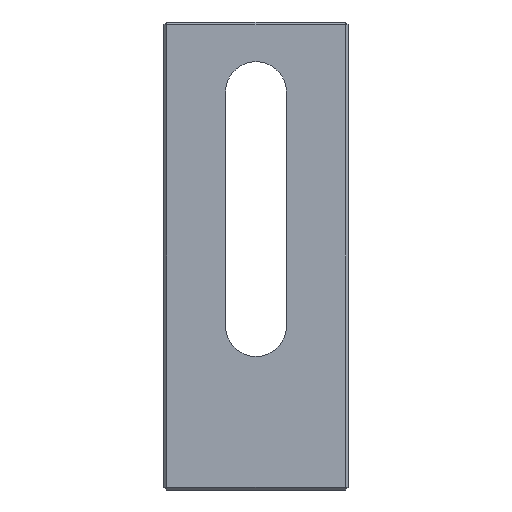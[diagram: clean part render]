
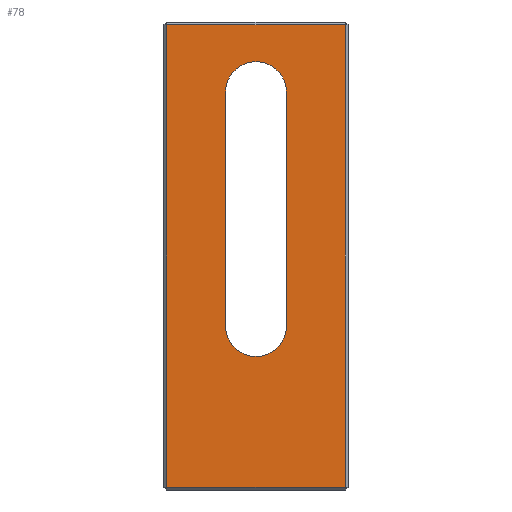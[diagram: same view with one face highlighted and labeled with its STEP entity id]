
A CAD part, front view. The second image highlights one B-rep face of the part: STEP entity #78.
In plain terms, the highlighted planar face has unit normal (0, -1, 0).
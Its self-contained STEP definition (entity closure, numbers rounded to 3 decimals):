
#24 = AXIS2_PLACEMENT_3D ( 'NONE', #717, #1319, #1305 ) ;
#44 = CARTESIAN_POINT ( 'NONE',  ( 0., 0., 43.19 ) ) ;
#68 = VERTEX_POINT ( 'NONE', #336 ) ;
#78 = ADVANCED_FACE ( 'NONE', ( #1429, #1444 ), #344, .F. ) ;
#119 = LINE ( 'NONE', #1233, #1458 ) ;
#129 = VECTOR ( 'NONE', #354, 1000. ) ;
#136 = CARTESIAN_POINT ( 'NONE',  ( 10., 0., 50.5 ) ) ;
#145 = EDGE_CURVE ( 'NONE', #486, #321, #1562, .T. ) ;
#160 = CARTESIAN_POINT ( 'NONE',  ( -3.3, 0., 17.79 ) ) ;
#205 = EDGE_CURVE ( 'NONE', #321, #1089, #915, .T. ) ;
#206 = ORIENTED_EDGE ( 'NONE', *, *, #491, .T. ) ;
#213 = DIRECTION ( 'NONE',  ( 1., 0., 0. ) ) ;
#243 = EDGE_CURVE ( 'NONE', #396, #486, #382, .T. ) ;
#257 = CARTESIAN_POINT ( 'NONE',  ( 3.3, 0., 17.79 ) ) ;
#263 = DIRECTION ( 'NONE',  ( 0., 0., 1. ) ) ;
#285 = EDGE_LOOP ( 'NONE', ( #625, #1025, #924, #534 ) ) ;
#292 = ORIENTED_EDGE ( 'NONE', *, *, #1289, .T. ) ;
#321 = VERTEX_POINT ( 'NONE', #257 ) ;
#326 = CIRCLE ( 'NONE', #1378, 3.3 ) ;
#336 = CARTESIAN_POINT ( 'NONE',  ( -9.7, 0., 0.3 ) ) ;
#337 = CARTESIAN_POINT ( 'NONE',  ( -3.3, 0., 17.79 ) ) ;
#344 = PLANE ( 'NONE',  #24 ) ;
#354 = DIRECTION ( 'NONE',  ( 0., 0., 1. ) ) ;
#367 = CARTESIAN_POINT ( 'NONE',  ( -3.3, 0., 43.19 ) ) ;
#382 = CIRCLE ( 'NONE', #1579, 3.3 ) ;
#396 = VERTEX_POINT ( 'NONE', #1413 ) ;
#425 = CARTESIAN_POINT ( 'NONE',  ( 0., 0., 43.19 ) ) ;
#434 = VECTOR ( 'NONE', #213, 1000. ) ;
#467 = DIRECTION ( 'NONE',  ( 0., 0., -1. ) ) ;
#468 = DIRECTION ( 'NONE',  ( 0., 0., -1. ) ) ;
#472 = ORIENTED_EDGE ( 'NONE', *, *, #205, .T. ) ;
#486 = VERTEX_POINT ( 'NONE', #807 ) ;
#491 = EDGE_CURVE ( 'NONE', #899, #396, #326, .T. ) ;
#534 = ORIENTED_EDGE ( 'NONE', *, *, #799, .T. ) ;
#599 = CARTESIAN_POINT ( 'NONE',  ( 9.7, 0., 50.5 ) ) ;
#625 = ORIENTED_EDGE ( 'NONE', *, *, #950, .T. ) ;
#699 = EDGE_LOOP ( 'NONE', ( #1133, #472, #292, #206, #1254 ) ) ;
#708 = LINE ( 'NONE', #136, #768 ) ;
#717 = CARTESIAN_POINT ( 'NONE',  ( 10., 0., 0. ) ) ;
#757 = CARTESIAN_POINT ( 'NONE',  ( 9.7, 0., 0.3 ) ) ;
#758 = VERTEX_POINT ( 'NONE', #1517 ) ;
#768 = VECTOR ( 'NONE', #1216, 1000. ) ;
#789 = CARTESIAN_POINT ( 'NONE',  ( 10., 0., 0.3 ) ) ;
#799 = EDGE_CURVE ( 'NONE', #68, #1459, #1557, .T. ) ;
#807 = CARTESIAN_POINT ( 'NONE',  ( 3.3, 0., 43.19 ) ) ;
#842 = CARTESIAN_POINT ( 'NONE',  ( 3.3, 0., 17.79 ) ) ;
#863 = VERTEX_POINT ( 'NONE', #599 ) ;
#899 = VERTEX_POINT ( 'NONE', #367 ) ;
#915 = CIRCLE ( 'NONE', #1353, 3.3 ) ;
#924 = ORIENTED_EDGE ( 'NONE', *, *, #1381, .T. ) ;
#950 = EDGE_CURVE ( 'NONE', #1459, #863, #119, .T. ) ;
#962 = EDGE_CURVE ( 'NONE', #863, #758, #708, .T. ) ;
#991 = CARTESIAN_POINT ( 'NONE',  ( 0., 0., 17.79 ) ) ;
#999 = DIRECTION ( 'NONE',  ( 0., 1., 0. ) ) ;
#1025 = ORIENTED_EDGE ( 'NONE', *, *, #962, .T. ) ;
#1089 = VERTEX_POINT ( 'NONE', #160 ) ;
#1133 = ORIENTED_EDGE ( 'NONE', *, *, #145, .T. ) ;
#1156 = VECTOR ( 'NONE', #468, 1000. ) ;
#1160 = DIRECTION ( 'NONE',  ( 0., 0., 1. ) ) ;
#1196 = LINE ( 'NONE', #1554, #1156 ) ;
#1216 = DIRECTION ( 'NONE',  ( -1., 0., 0. ) ) ;
#1233 = CARTESIAN_POINT ( 'NONE',  ( 9.7, 0., 50.8 ) ) ;
#1254 = ORIENTED_EDGE ( 'NONE', *, *, #243, .T. ) ;
#1289 = EDGE_CURVE ( 'NONE', #1089, #899, #1563, .T. ) ;
#1294 = DIRECTION ( 'NONE',  ( 0., 1., 0. ) ) ;
#1305 = DIRECTION ( 'NONE',  ( 0., 0., 1. ) ) ;
#1319 = DIRECTION ( 'NONE',  ( 0., 1., 0. ) ) ;
#1353 = AXIS2_PLACEMENT_3D ( 'NONE', #991, #1369, #1357 ) ;
#1357 = DIRECTION ( 'NONE',  ( 0., 0., 1. ) ) ;
#1369 = DIRECTION ( 'NONE',  ( 0., 1., 0. ) ) ;
#1378 = AXIS2_PLACEMENT_3D ( 'NONE', #425, #1294, #1160 ) ;
#1381 = EDGE_CURVE ( 'NONE', #758, #68, #1196, .T. ) ;
#1413 = CARTESIAN_POINT ( 'NONE',  ( 0., 0., 46.49 ) ) ;
#1425 = VECTOR ( 'NONE', #467, 1000. ) ;
#1429 = FACE_OUTER_BOUND ( 'NONE', #285, .T. ) ;
#1444 = FACE_BOUND ( 'NONE', #699, .T. ) ;
#1458 = VECTOR ( 'NONE', #1466, 1000. ) ;
#1459 = VERTEX_POINT ( 'NONE', #757 ) ;
#1466 = DIRECTION ( 'NONE',  ( 0., 0., 1. ) ) ;
#1517 = CARTESIAN_POINT ( 'NONE',  ( -9.7, 0., 50.5 ) ) ;
#1554 = CARTESIAN_POINT ( 'NONE',  ( -9.7, 0., 0. ) ) ;
#1557 = LINE ( 'NONE', #789, #434 ) ;
#1562 = LINE ( 'NONE', #842, #1425 ) ;
#1563 = LINE ( 'NONE', #337, #129 ) ;
#1579 = AXIS2_PLACEMENT_3D ( 'NONE', #44, #999, #263 ) ;
